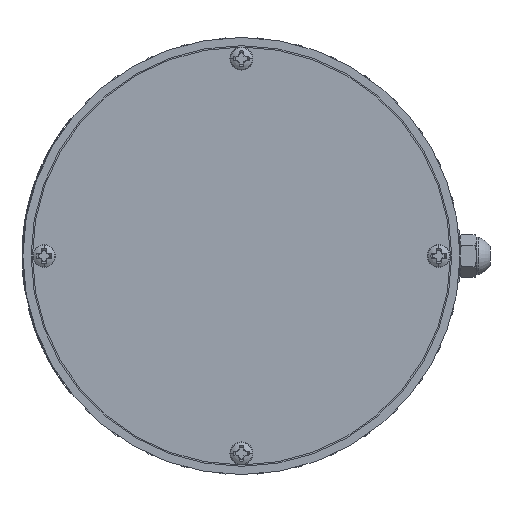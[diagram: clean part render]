
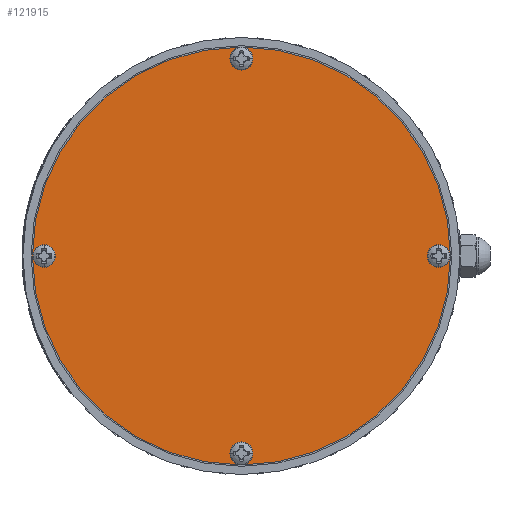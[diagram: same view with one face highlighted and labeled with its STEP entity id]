
A CAD part, front view. The second image highlights one B-rep face of the part: STEP entity #121915.
In plain terms, the highlighted planar face has unit normal (0, -1, 0).
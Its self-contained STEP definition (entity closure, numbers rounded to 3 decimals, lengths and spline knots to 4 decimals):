
#441 = DIRECTION ( 'NONE',  ( 0., 0., 1. ) ) ;
#1348 = DIRECTION ( 'NONE',  ( 0., 0., 1. ) ) ;
#1625 = CIRCLE ( 'NONE', #116621, 0.047 ) ;
#3229 = VERTEX_POINT ( 'NONE', #122915 ) ;
#3961 = DIRECTION ( 'NONE',  ( 0., 0., 1. ) ) ;
#5693 = CARTESIAN_POINT ( 'NONE',  ( 0., -0.589, 1.8875 ) ) ;
#6185 = VERTEX_POINT ( 'NONE', #127101 ) ;
#6198 = VERTEX_POINT ( 'NONE', #67385 ) ;
#9041 = CARTESIAN_POINT ( 'NONE',  ( 0., -0.589, -0.9925 ) ) ;
#10994 = CARTESIAN_POINT ( 'NONE',  ( 0., -0.589, -0.9925 ) ) ;
#13201 = DIRECTION ( 'NONE',  ( 0., 0., 1. ) ) ;
#13513 = CARTESIAN_POINT ( 'NONE',  ( -1.44, -0.589, 0.4005 ) ) ;
#13944 = AXIS2_PLACEMENT_3D ( 'NONE', #81625, #21813, #441 ) ;
#14225 = ORIENTED_EDGE ( 'NONE', *, *, #99436, .T. ) ;
#15868 = DIRECTION ( 'NONE',  ( 0., 0., 1. ) ) ;
#17323 = DIRECTION ( 'NONE',  ( 0., 1., 0. ) ) ;
#18571 = ORIENTED_EDGE ( 'NONE', *, *, #47657, .T. ) ;
#21577 = AXIS2_PLACEMENT_3D ( 'NONE', #56222, #17323, #40290 ) ;
#21813 = DIRECTION ( 'NONE',  ( 0., 1., 0. ) ) ;
#23283 = FACE_BOUND ( 'NONE', #112158, .T. ) ;
#23690 = CIRCLE ( 'NONE', #118366, 0.047 ) ;
#27577 = VERTEX_POINT ( 'NONE', #87813 ) ;
#27842 = ORIENTED_EDGE ( 'NONE', *, *, #112498, .T. ) ;
#28715 = EDGE_CURVE ( 'NONE', #3229, #6198, #139165, .T. ) ;
#29259 = VERTEX_POINT ( 'NONE', #13513 ) ;
#36717 = AXIS2_PLACEMENT_3D ( 'NONE', #64366, #85830, #15868 ) ;
#37186 = VERTEX_POINT ( 'NONE', #95897 ) ;
#37801 = EDGE_CURVE ( 'NONE', #63006, #37186, #109471, .T. ) ;
#38354 = DIRECTION ( 'NONE',  ( 0., 0., 1. ) ) ;
#40290 = DIRECTION ( 'NONE',  ( 1., 0., 0. ) ) ;
#40395 = DIRECTION ( 'NONE',  ( 0., 0., 1. ) ) ;
#45137 = EDGE_CURVE ( 'NONE', #37186, #63006, #124548, .T. ) ;
#45346 = DIRECTION ( 'NONE',  ( 0., 1., 0. ) ) ;
#46504 = CARTESIAN_POINT ( 'NONE',  ( 0., -0.589, 1.9725 ) ) ;
#47657 = EDGE_CURVE ( 'NONE', #141945, #78535, #87674, .T. ) ;
#47936 = DIRECTION ( 'NONE',  ( 0., 1., 0. ) ) ;
#50715 = EDGE_CURVE ( 'NONE', #6198, #3229, #1625, .T. ) ;
#50820 = AXIS2_PLACEMENT_3D ( 'NONE', #143885, #143386, #3961 ) ;
#50981 = PLANE ( 'NONE',  #21577 ) ;
#52977 = CIRCLE ( 'NONE', #105564, 0.047 ) ;
#53301 = DIRECTION ( 'NONE',  ( 0., 1., 0. ) ) ;
#56222 = CARTESIAN_POINT ( 'NONE',  ( 0., -0.589, 0.4475 ) ) ;
#61342 = CARTESIAN_POINT ( 'NONE',  ( -1.44, -0.589, 0.4475 ) ) ;
#62815 = CIRCLE ( 'NONE', #74376, 0.047 ) ;
#63006 = VERTEX_POINT ( 'NONE', #46504 ) ;
#64366 = CARTESIAN_POINT ( 'NONE',  ( -1.44, -0.589, 0.4475 ) ) ;
#65504 = DIRECTION ( 'NONE',  ( 0., 1., 0. ) ) ;
#67385 = CARTESIAN_POINT ( 'NONE',  ( 1.44, -0.589, 0.4945 ) ) ;
#67559 = CARTESIAN_POINT ( 'NONE',  ( -1.44, -0.589, 0.4945 ) ) ;
#67723 = ORIENTED_EDGE ( 'NONE', *, *, #28715, .T. ) ;
#69670 = ORIENTED_EDGE ( 'NONE', *, *, #102325, .T. ) ;
#70749 = DIRECTION ( 'NONE',  ( 0., 1., 0. ) ) ;
#70770 = FACE_BOUND ( 'NONE', #132170, .T. ) ;
#73058 = DIRECTION ( 'NONE',  ( 0., 1., 0. ) ) ;
#74265 = EDGE_LOOP ( 'NONE', ( #67723, #74541 ) ) ;
#74376 = AXIS2_PLACEMENT_3D ( 'NONE', #5693, #146603, #40395 ) ;
#74541 = ORIENTED_EDGE ( 'NONE', *, *, #50715, .T. ) ;
#77540 = EDGE_LOOP ( 'NONE', ( #150738, #14225 ) ) ;
#78535 = VERTEX_POINT ( 'NONE', #83821 ) ;
#81625 = CARTESIAN_POINT ( 'NONE',  ( 1.44, -0.589, 0.4475 ) ) ;
#83279 = CARTESIAN_POINT ( 'NONE',  ( 0., -0.589, -1.0395 ) ) ;
#83821 = CARTESIAN_POINT ( 'NONE',  ( 0., -0.589, -0.9455 ) ) ;
#85830 = DIRECTION ( 'NONE',  ( 0., 1., 0. ) ) ;
#87408 = EDGE_LOOP ( 'NONE', ( #132778, #102417 ) ) ;
#87674 = CIRCLE ( 'NONE', #113465, 0.047 ) ;
#87813 = CARTESIAN_POINT ( 'NONE',  ( 0., -0.589, 1.9345 ) ) ;
#90785 = FACE_BOUND ( 'NONE', #74265, .T. ) ;
#95897 = CARTESIAN_POINT ( 'NONE',  ( 0., -0.589, -1.0775 ) ) ;
#98005 = AXIS2_PLACEMENT_3D ( 'NONE', #123246, #53301, #112031 ) ;
#99436 = EDGE_CURVE ( 'NONE', #150267, #29259, #104516, .T. ) ;
#99686 = DIRECTION ( 'NONE',  ( 0., 0., 1. ) ) ;
#101624 = AXIS2_PLACEMENT_3D ( 'NONE', #10994, #70749, #1348 ) ;
#102325 = EDGE_CURVE ( 'NONE', #27577, #6185, #52977, .T. ) ;
#102417 = ORIENTED_EDGE ( 'NONE', *, *, #37801, .F. ) ;
#102488 = DIRECTION ( 'NONE',  ( 0., 0., 1. ) ) ;
#103450 = EDGE_CURVE ( 'NONE', #29259, #150267, #23690, .T. ) ;
#104516 = CIRCLE ( 'NONE', #36717, 0.047 ) ;
#105452 = FACE_BOUND ( 'NONE', #77540, .T. ) ;
#105564 = AXIS2_PLACEMENT_3D ( 'NONE', #117907, #47936, #13201 ) ;
#109471 = CIRCLE ( 'NONE', #98005, 1.525 ) ;
#112031 = DIRECTION ( 'NONE',  ( 0., 0., 1. ) ) ;
#112158 = EDGE_LOOP ( 'NONE', ( #18571, #122371 ) ) ;
#112498 = EDGE_CURVE ( 'NONE', #6185, #27577, #62815, .T. ) ;
#113465 = AXIS2_PLACEMENT_3D ( 'NONE', #9041, #45346, #102488 ) ;
#116621 = AXIS2_PLACEMENT_3D ( 'NONE', #123685, #65504, #99686 ) ;
#117907 = CARTESIAN_POINT ( 'NONE',  ( 0., -0.589, 1.8875 ) ) ;
#118366 = AXIS2_PLACEMENT_3D ( 'NONE', #61342, #73058, #38354 ) ;
#121882 = FACE_OUTER_BOUND ( 'NONE', #87408, .T. ) ;
#121915 = ADVANCED_FACE ( 'NONE', ( #121882, #90785, #23283, #105452, #70770 ), #50981, .F. ) ;
#122371 = ORIENTED_EDGE ( 'NONE', *, *, #144689, .T. ) ;
#122915 = CARTESIAN_POINT ( 'NONE',  ( 1.44, -0.589, 0.4005 ) ) ;
#123246 = CARTESIAN_POINT ( 'NONE',  ( 0., -0.589, 0.4475 ) ) ;
#123685 = CARTESIAN_POINT ( 'NONE',  ( 1.44, -0.589, 0.4475 ) ) ;
#124548 = CIRCLE ( 'NONE', #50820, 1.525 ) ;
#127101 = CARTESIAN_POINT ( 'NONE',  ( 0., -0.589, 1.8405 ) ) ;
#132170 = EDGE_LOOP ( 'NONE', ( #27842, #69670 ) ) ;
#132778 = ORIENTED_EDGE ( 'NONE', *, *, #45137, .F. ) ;
#139165 = CIRCLE ( 'NONE', #13944, 0.047 ) ;
#141945 = VERTEX_POINT ( 'NONE', #83279 ) ;
#142793 = CIRCLE ( 'NONE', #101624, 0.047 ) ;
#143386 = DIRECTION ( 'NONE',  ( 0., 1., 0. ) ) ;
#143885 = CARTESIAN_POINT ( 'NONE',  ( 0., -0.589, 0.4475 ) ) ;
#144689 = EDGE_CURVE ( 'NONE', #78535, #141945, #142793, .T. ) ;
#146603 = DIRECTION ( 'NONE',  ( 0., 1., 0. ) ) ;
#150267 = VERTEX_POINT ( 'NONE', #67559 ) ;
#150738 = ORIENTED_EDGE ( 'NONE', *, *, #103450, .T. ) ;
